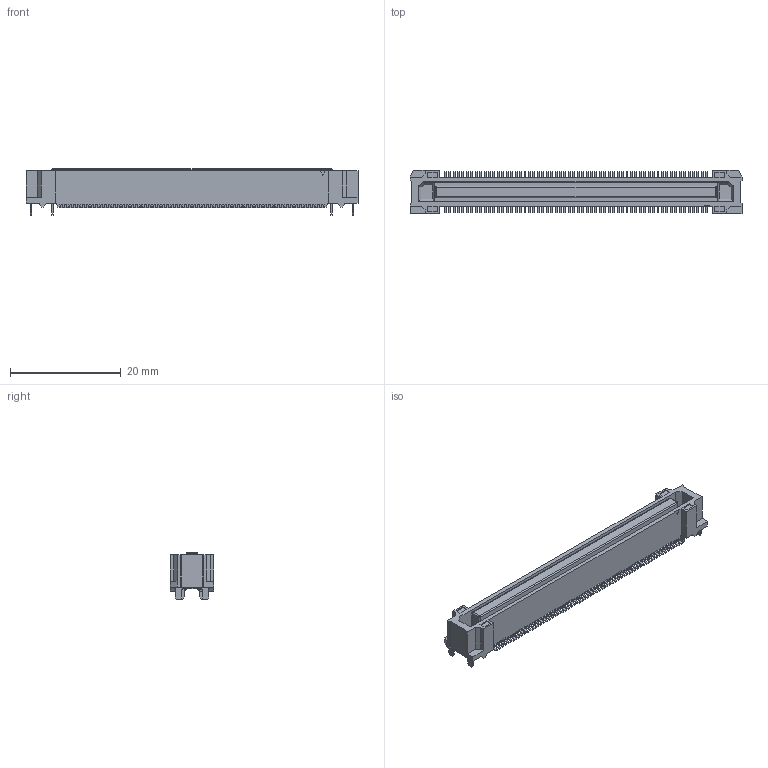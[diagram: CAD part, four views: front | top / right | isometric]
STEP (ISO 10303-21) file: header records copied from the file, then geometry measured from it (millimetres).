
FILE_DESCRIPTION(('Creo Elements/Direct Modeling STEP Export'),'2;1');
FILE_NAME('FX18-120S-0.8SV10.stp','2015-08-21T10:58:48',(''),(''),'Creo Elements/Direct Modeling STEP processor for AP214 (Solid Model)','Creo Elements/Direct Modeling 18.1E 22-Nov-2013 (C) Parametric Technology GmbH','');
FILE_SCHEMA(('AUTOMOTIVE_DESIGN { 1 0 10303 214 1 1 1 1 }'));
Products named in the file (1): FX18-120S-0.8SV10
Bounding box: 59.9 x 7.8 x 8.35 mm (x, y, z)
Volume: 1632.6 mm3; surface area: 2948.7 mm2
Topology: 1 solids, 1 shells, 2705 faces, 7705 edges, 5128 vertices
Faces by surface type: plane 1959, cylinder 742, sphere 4
Entity records: 87577 total; most frequent: CARTESIAN_POINT 15535, ORIENTED_EDGE 15402, DIRECTION 14597, EDGE_CURVE 7701, VECTOR 6217, LINE 6217, VERTEX_POINT 5128, AXIS2_PLACEMENT_3D 4190
